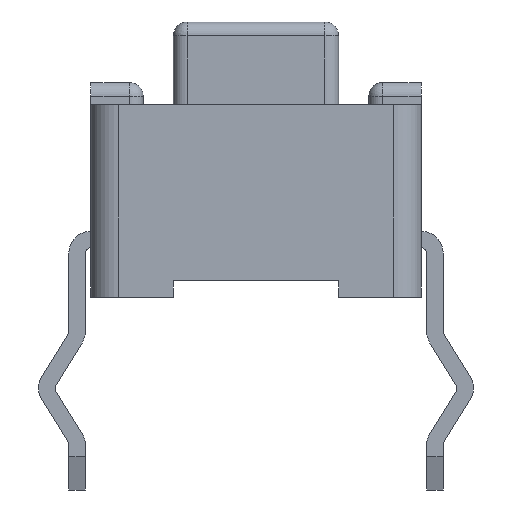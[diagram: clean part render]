
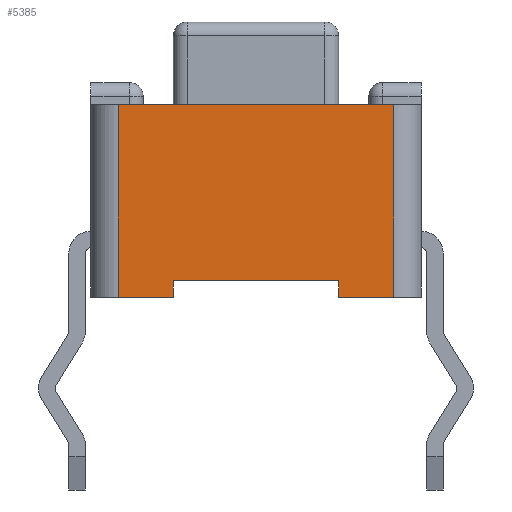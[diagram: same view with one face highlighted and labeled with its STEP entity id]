
A CAD part, front view. The second image highlights one B-rep face of the part: STEP entity #5385.
In plain terms, the highlighted planar face has unit normal (0, -1, 0).
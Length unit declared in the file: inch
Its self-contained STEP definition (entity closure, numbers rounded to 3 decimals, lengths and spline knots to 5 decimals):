
#3628=CARTESIAN_POINT('',(-0.09843,-0.0689,0.12598));
#3629=VERTEX_POINT('',#3628);
#3637=CARTESIAN_POINT('',(0.09843,-0.0689,0.12598));
#3638=VERTEX_POINT('',#3637);
#3639=CARTESIAN_POINT('',(-0.09843,-0.0689,0.12598));
#3640=DIRECTION('',(1.0,0.0,0.0));
#3641=VECTOR('',#3640,0.19685);
#3642=LINE('',#3639,#3641);
#3643=EDGE_CURVE('',#3629,#3638,#3642,.T.);
#4756=CARTESIAN_POINT('',(-0.05906,-0.0689,-0.01181));
#4757=VERTEX_POINT('',#4756);
#4774=CARTESIAN_POINT('',(-0.05906,-0.0689,0.0));
#4775=VERTEX_POINT('',#4774);
#4782=CARTESIAN_POINT('',(-0.05906,-0.0689,0.0));
#4783=DIRECTION('',(0.0,0.0,-1.0));
#4784=VECTOR('',#4783,0.01181);
#4785=LINE('',#4782,#4784);
#4786=EDGE_CURVE('',#4775,#4757,#4785,.T.);
#4827=CARTESIAN_POINT('',(-0.09843,-0.0689,-0.01181));
#4828=VERTEX_POINT('',#4827);
#4829=CARTESIAN_POINT('',(-0.09843,-0.0689,-0.01181));
#4830=DIRECTION('',(1.0,0.0,0.0));
#4831=VECTOR('',#4830,0.03937);
#4832=LINE('',#4829,#4831);
#4833=EDGE_CURVE('',#4828,#4757,#4832,.T.);
#4892=CARTESIAN_POINT('',(0.05906,-0.0689,-0.01181));
#4893=VERTEX_POINT('',#4892);
#4900=CARTESIAN_POINT('',(0.05906,-0.0689,0.0));
#4901=VERTEX_POINT('',#4900);
#4902=CARTESIAN_POINT('',(0.05906,-0.0689,0.0));
#4903=DIRECTION('',(0.0,0.0,-1.0));
#4904=VECTOR('',#4903,0.01181);
#4905=LINE('',#4902,#4904);
#4906=EDGE_CURVE('',#4901,#4893,#4905,.T.);
#4924=CARTESIAN_POINT('',(0.09843,-0.0689,-0.01181));
#4925=VERTEX_POINT('',#4924);
#4933=CARTESIAN_POINT('',(0.05906,-0.0689,-0.01181));
#4934=DIRECTION('',(1.0,0.0,0.0));
#4935=VECTOR('',#4934,0.03937);
#4936=LINE('',#4933,#4935);
#4937=EDGE_CURVE('',#4893,#4925,#4936,.T.);
#5347=CARTESIAN_POINT('',(0.09843,-0.0689,0.12598));
#5348=DIRECTION('',(0.0,0.0,-1.0));
#5349=VECTOR('',#5348,0.1378);
#5350=LINE('',#5347,#5349);
#5351=EDGE_CURVE('',#3638,#4925,#5350,.T.);
#5360=CARTESIAN_POINT('',(-0.10827,-0.0689,0.13287));
#5361=DIRECTION('',(0.0,-1.0,0.0));
#5362=DIRECTION('',(0.0,0.0,-1.0));
#5363=AXIS2_PLACEMENT_3D('',#5360,#5361,#5362);
#5364=PLANE('',#5363);
#5365=CARTESIAN_POINT('',(-0.09843,-0.0689,-0.01181));
#5366=DIRECTION('',(0.0,0.0,1.0));
#5367=VECTOR('',#5366,0.1378);
#5368=LINE('',#5365,#5367);
#5369=EDGE_CURVE('',#4828,#3629,#5368,.T.);
#5370=ORIENTED_EDGE('',*,*,#5369,.F.);
#5371=ORIENTED_EDGE('',*,*,#4833,.T.);
#5372=ORIENTED_EDGE('',*,*,#4786,.F.);
#5373=CARTESIAN_POINT('',(0.05906,-0.0689,0.0));
#5374=DIRECTION('',(-1.0,0.0,0.0));
#5375=VECTOR('',#5374,0.11811);
#5376=LINE('',#5373,#5375);
#5377=EDGE_CURVE('',#4901,#4775,#5376,.T.);
#5378=ORIENTED_EDGE('',*,*,#5377,.F.);
#5379=ORIENTED_EDGE('',*,*,#4906,.T.);
#5380=ORIENTED_EDGE('',*,*,#4937,.T.);
#5381=ORIENTED_EDGE('',*,*,#5351,.F.);
#5382=ORIENTED_EDGE('',*,*,#3643,.F.);
#5383=EDGE_LOOP('',(#5370,#5371,#5372,#5378,#5379,#5380,#5381,#5382));
#5384=FACE_OUTER_BOUND('',#5383,.T.);
#5385=ADVANCED_FACE('',(#5384),#5364,.T.);
